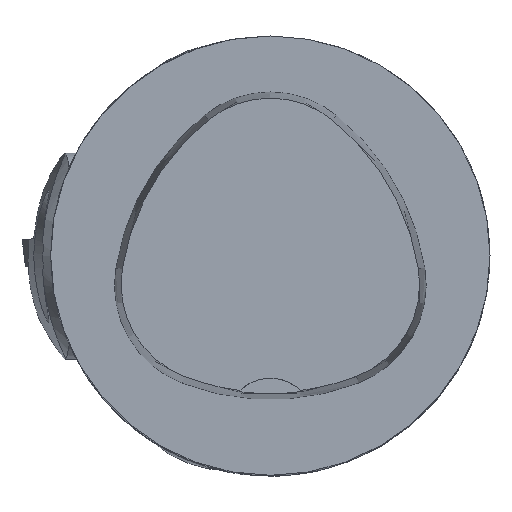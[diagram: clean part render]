
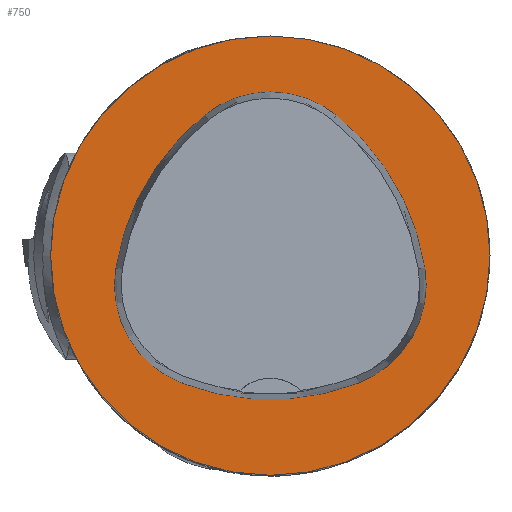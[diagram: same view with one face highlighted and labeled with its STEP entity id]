
A CAD part, top view. The second image highlights one B-rep face of the part: STEP entity #750.
In plain terms, the highlighted planar face has unit normal (0, 0, 1).
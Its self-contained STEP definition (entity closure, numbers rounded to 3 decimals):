
#640=FACE_BOUND('',#1735,.T.);
#641=FACE_BOUND('',#1736,.T.);
#750=ADVANCED_FACE('',(#640,#641),#1095,.T.);
#1095=PLANE('',#6744);
#1735=EDGE_LOOP('',(#2245,#2246,#2247,#2248,#2249,#2250));
#1736=EDGE_LOOP('',(#2251));
#2245=ORIENTED_EDGE('',*,*,#4710,.T.);
#2246=ORIENTED_EDGE('',*,*,#4690,.T.);
#2247=ORIENTED_EDGE('',*,*,#4694,.T.);
#2248=ORIENTED_EDGE('',*,*,#4697,.T.);
#2249=ORIENTED_EDGE('',*,*,#4700,.T.);
#2250=ORIENTED_EDGE('',*,*,#4708,.T.);
#2251=ORIENTED_EDGE('',*,*,#4659,.F.);
#4025=VERTEX_POINT('',#9064);
#4056=VERTEX_POINT('',#9218);
#4057=VERTEX_POINT('',#9219);
#4060=VERTEX_POINT('',#9227);
#4062=VERTEX_POINT('',#9233);
#4064=VERTEX_POINT('',#9239);
#4071=VERTEX_POINT('',#9260);
#4659=EDGE_CURVE('',#4025,#4025,#5556,.T.);
#4690=EDGE_CURVE('',#4056,#4057,#5559,.T.);
#4694=EDGE_CURVE('',#4057,#4060,#5561,.T.);
#4697=EDGE_CURVE('',#4060,#4062,#5563,.T.);
#4700=EDGE_CURVE('',#4062,#4064,#5565,.T.);
#4708=EDGE_CURVE('',#4064,#4071,#5569,.T.);
#4710=EDGE_CURVE('',#4071,#4056,#5571,.T.);
#5556=CIRCLE('',#6705,25.);
#5559=CIRCLE('',#6722,28.);
#5561=CIRCLE('',#6725,12.);
#5563=CIRCLE('',#6728,28.);
#5565=CIRCLE('',#6731,12.);
#5569=CIRCLE('',#6736,28.);
#5571=CIRCLE('',#6739,12.);
#6705=AXIS2_PLACEMENT_3D('',#9063,#7393,#7394);
#6722=AXIS2_PLACEMENT_3D('',#9217,#7439,#7440);
#6725=AXIS2_PLACEMENT_3D('',#9226,#7447,#7448);
#6728=AXIS2_PLACEMENT_3D('',#9232,#7454,#7455);
#6731=AXIS2_PLACEMENT_3D('',#9238,#7461,#7462);
#6736=AXIS2_PLACEMENT_3D('',#9261,#7473,#7474);
#6739=AXIS2_PLACEMENT_3D('',#9264,#7479,#7480);
#6744=AXIS2_PLACEMENT_3D('',#9269,#7489,#7490);
#7393=DIRECTION('',(0.,0.,-1.));
#7394=DIRECTION('',(-1.,0.,0.));
#7439=DIRECTION('',(0.,0.,-1.));
#7440=DIRECTION('',(-1.,0.,0.));
#7447=DIRECTION('',(0.,0.,-1.));
#7448=DIRECTION('',(-1.,0.,0.));
#7454=DIRECTION('',(0.,0.,-1.));
#7455=DIRECTION('',(-1.,0.,0.));
#7461=DIRECTION('',(0.,0.,-1.));
#7462=DIRECTION('',(-1.,0.,0.));
#7473=DIRECTION('',(0.,0.,-1.));
#7474=DIRECTION('',(-1.,0.,0.));
#7479=DIRECTION('',(0.,0.,-1.));
#7480=DIRECTION('',(-1.,0.,0.));
#7489=DIRECTION('',(0.,0.,1.));
#7490=DIRECTION('',(1.,0.,0.));
#9063=CARTESIAN_POINT('',(0.,0.,0.));
#9064=CARTESIAN_POINT('',(-25.,0.,0.));
#9217=CARTESIAN_POINT('',(10.068,-5.824,0.));
#9218=CARTESIAN_POINT('',(-17.584,-1.424,0.));
#9219=CARTESIAN_POINT('',(-7.531,15.953,0.));
#9226=CARTESIAN_POINT('',(0.011,6.62,0.));
#9227=CARTESIAN_POINT('',(7.567,15.942,0.));
#9232=CARTESIAN_POINT('',(-10.063,-5.81,0.));
#9233=CARTESIAN_POINT('',(17.59,-1.418,0.));
#9238=CARTESIAN_POINT('',(5.739,-3.3,0.));
#9239=CARTESIAN_POINT('',(10.05,-14.499,0.));
#9260=CARTESIAN_POINT('',(-10.025,-14.516,0.));
#9261=CARTESIAN_POINT('',(-0.01,11.631,0.));
#9264=CARTESIAN_POINT('',(-5.733,-3.31,0.));
#9269=CARTESIAN_POINT('',(0.,0.,0.));
